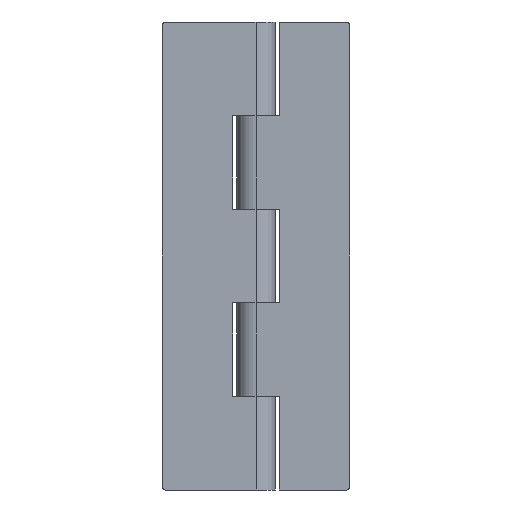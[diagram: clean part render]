
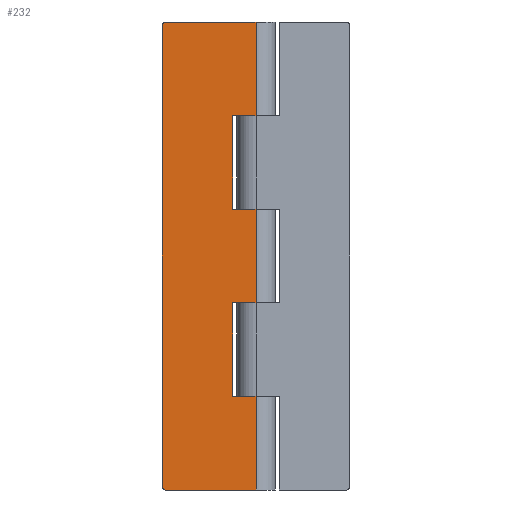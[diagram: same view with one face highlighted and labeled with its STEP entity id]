
A CAD part, front view. The second image highlights one B-rep face of the part: STEP entity #232.
In plain terms, the highlighted planar face has unit normal (0, -1, 0).
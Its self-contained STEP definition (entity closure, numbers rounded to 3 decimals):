
#50 = VERTEX_POINT ( 'NONE', #522 ) ;
#63 = EDGE_CURVE ( 'NONE', #66, #2158, #555, .T. ) ;
#66 = VERTEX_POINT ( 'NONE', #545 ) ;
#76 = EDGE_CURVE ( 'NONE', #50, #160, #613, .T. ) ;
#160 = VERTEX_POINT ( 'NONE', #653 ) ;
#200 = VERTEX_POINT ( 'NONE', #768 ) ;
#202 = EDGE_CURVE ( 'NONE', #200, #203, #767, .T. ) ;
#203 = VERTEX_POINT ( 'NONE', #761 ) ;
#204 = EDGE_CURVE ( 'NONE', #2163, #215, #759, .T. ) ;
#206 = ORIENTED_EDGE ( 'NONE', *, *, #210, .T. ) ;
#207 = ORIENTED_EDGE ( 'NONE', *, *, #2165, .F. ) ;
#208 = ORIENTED_EDGE ( 'NONE', *, *, #76, .F. ) ;
#209 = ORIENTED_EDGE ( 'NONE', *, *, #202, .T. ) ;
#210 = EDGE_CURVE ( 'NONE', #50, #200, #750, .T. ) ;
#212 = ORIENTED_EDGE ( 'NONE', *, *, #218, .T. ) ;
#213 = ORIENTED_EDGE ( 'NONE', *, *, #214, .T. ) ;
#214 = EDGE_CURVE ( 'NONE', #203, #66, #745, .T. ) ;
#215 = VERTEX_POINT ( 'NONE', #814 ) ;
#216 = VERTEX_POINT ( 'NONE', #812 ) ;
#217 = ORIENTED_EDGE ( 'NONE', *, *, #204, .T. ) ;
#218 = EDGE_CURVE ( 'NONE', #216, #440, #811, .T. ) ;
#219 = ORIENTED_EDGE ( 'NONE', *, *, #63, .T. ) ;
#222 = EDGE_CURVE ( 'NONE', #2192, #227, #800, .T. ) ;
#223 = EDGE_CURVE ( 'NONE', #227, #216, #796, .T. ) ;
#226 = ORIENTED_EDGE ( 'NONE', *, *, #2137, .F. ) ;
#227 = VERTEX_POINT ( 'NONE', #791 ) ;
#228 = ORIENTED_EDGE ( 'NONE', *, *, #223, .T. ) ;
#229 = ORIENTED_EDGE ( 'NONE', *, *, #222, .T. ) ;
#232 = ADVANCED_FACE ( 'NONE', ( #785 ), #784, .F. ) ;
#234 = EDGE_LOOP ( 'NONE', ( #208, #206, #209, #213, #219, #207, #217, #2154, #236, #226, #229, #228, #212, #237 ) ) ;
#236 = ORIENTED_EDGE ( 'NONE', *, *, #252, .T. ) ;
#237 = ORIENTED_EDGE ( 'NONE', *, *, #2097, .F. ) ;
#248 = EDGE_CURVE ( 'NONE', #215, #250, #830, .T. ) ;
#250 = VERTEX_POINT ( 'NONE', #826 ) ;
#252 = EDGE_CURVE ( 'NONE', #250, #2128, #821, .T. ) ;
#440 = VERTEX_POINT ( 'NONE', #1153 ) ;
#522 = CARTESIAN_POINT ( 'NONE',  ( -15.5, -3.25, 40. ) ) ;
#545 = CARTESIAN_POINT ( 'NONE',  ( -15.5, -3.25, -40. ) ) ;
#552 = DIRECTION ( 'NONE',  ( 1., 0., 0. ) ) ;
#553 = VECTOR ( 'NONE', #552, 1000. ) ;
#554 = CARTESIAN_POINT ( 'NONE',  ( 0., -3.25, -40. ) ) ;
#555 = LINE ( 'NONE', #554, #553 ) ;
#605 = DIRECTION ( 'NONE',  ( 1., 0., 0. ) ) ;
#606 = VECTOR ( 'NONE', #605, 1000. ) ;
#607 = CARTESIAN_POINT ( 'NONE',  ( 0., -3.25, 40. ) ) ;
#613 = LINE ( 'NONE', #607, #606 ) ;
#653 = CARTESIAN_POINT ( 'NONE',  ( 0., -3.25, 40. ) ) ;
#743 = CARTESIAN_POINT ( 'NONE',  ( -15.5, -3.25, -39.5 ) ) ;
#744 = AXIS2_PLACEMENT_3D ( 'NONE', #743, #816, #815 ) ;
#745 = CIRCLE ( 'NONE', #744, 0.5 ) ;
#746 = DIRECTION ( 'NONE',  ( -1., 0., 0. ) ) ;
#747 = DIRECTION ( 'NONE',  ( 0., -1., 0. ) ) ;
#748 = CARTESIAN_POINT ( 'NONE',  ( -15.5, -3.25, 39.5 ) ) ;
#749 = AXIS2_PLACEMENT_3D ( 'NONE', #748, #747, #746 ) ;
#750 = CIRCLE ( 'NONE', #749, 0.5 ) ;
#756 = DIRECTION ( 'NONE',  ( -1., 0., 0. ) ) ;
#757 = VECTOR ( 'NONE', #756, 1000. ) ;
#758 = CARTESIAN_POINT ( 'NONE',  ( 0., -3.25, -24. ) ) ;
#759 = LINE ( 'NONE', #758, #757 ) ;
#761 = CARTESIAN_POINT ( 'NONE',  ( -16., -3.25, -39.5 ) ) ;
#763 = DIRECTION ( 'NONE',  ( 0., 0., -1. ) ) ;
#764 = VECTOR ( 'NONE', #763, 1000. ) ;
#765 = CARTESIAN_POINT ( 'NONE',  ( -16., -3.25, 40. ) ) ;
#767 = LINE ( 'NONE', #765, #764 ) ;
#768 = CARTESIAN_POINT ( 'NONE',  ( -16., -3.25, 39.5 ) ) ;
#780 = DIRECTION ( 'NONE',  ( -1., 0., 0. ) ) ;
#781 = DIRECTION ( 'NONE',  ( 0., 1., 0. ) ) ;
#782 = CARTESIAN_POINT ( 'NONE',  ( 0., -3.25, 40. ) ) ;
#783 = AXIS2_PLACEMENT_3D ( 'NONE', #782, #781, #780 ) ;
#784 = PLANE ( 'NONE',  #783 ) ;
#785 = FACE_OUTER_BOUND ( 'NONE', #234, .T. ) ;
#791 = CARTESIAN_POINT ( 'NONE',  ( -4., -3.25, 8. ) ) ;
#792 = DIRECTION ( 'NONE',  ( 0., 0., 1. ) ) ;
#793 = VECTOR ( 'NONE', #792, 1000. ) ;
#795 = CARTESIAN_POINT ( 'NONE',  ( -4., -3.25, 40. ) ) ;
#796 = LINE ( 'NONE', #795, #793 ) ;
#797 = DIRECTION ( 'NONE',  ( -1., 0., 0. ) ) ;
#798 = VECTOR ( 'NONE', #797, 1000. ) ;
#799 = CARTESIAN_POINT ( 'NONE',  ( 0., -3.25, 8. ) ) ;
#800 = LINE ( 'NONE', #799, #798 ) ;
#808 = DIRECTION ( 'NONE',  ( 1., 0., 0. ) ) ;
#809 = VECTOR ( 'NONE', #808, 1000. ) ;
#810 = CARTESIAN_POINT ( 'NONE',  ( 0., -3.25, 24. ) ) ;
#811 = LINE ( 'NONE', #810, #809 ) ;
#812 = CARTESIAN_POINT ( 'NONE',  ( -4., -3.25, 24. ) ) ;
#814 = CARTESIAN_POINT ( 'NONE',  ( -4., -3.25, -24. ) ) ;
#815 = DIRECTION ( 'NONE',  ( -1., 0., 0. ) ) ;
#816 = DIRECTION ( 'NONE',  ( 0., -1., 0. ) ) ;
#818 = DIRECTION ( 'NONE',  ( 1., 0., 0. ) ) ;
#819 = VECTOR ( 'NONE', #818, 1000. ) ;
#820 = CARTESIAN_POINT ( 'NONE',  ( 0., -3.25, -8. ) ) ;
#821 = LINE ( 'NONE', #820, #819 ) ;
#826 = CARTESIAN_POINT ( 'NONE',  ( -4., -3.25, -8. ) ) ;
#827 = DIRECTION ( 'NONE',  ( 0., 0., 1. ) ) ;
#828 = VECTOR ( 'NONE', #827, 1000. ) ;
#829 = CARTESIAN_POINT ( 'NONE',  ( -4., -3.25, 40. ) ) ;
#830 = LINE ( 'NONE', #829, #828 ) ;
#1153 = CARTESIAN_POINT ( 'NONE',  ( 0., -3.25, 24. ) ) ;
#1367 = DIRECTION ( 'NONE',  ( 0., 0., -1. ) ) ;
#1368 = VECTOR ( 'NONE', #1367, 1000. ) ;
#1369 = CARTESIAN_POINT ( 'NONE',  ( 0., -3.25, 40. ) ) ;
#1370 = LINE ( 'NONE', #1369, #1368 ) ;
#1416 = DIRECTION ( 'NONE',  ( 0., 0., -1. ) ) ;
#1417 = VECTOR ( 'NONE', #1416, 1000. ) ;
#1418 = CARTESIAN_POINT ( 'NONE',  ( 0., -3.25, 40. ) ) ;
#1419 = LINE ( 'NONE', #1418, #1417 ) ;
#1436 = CARTESIAN_POINT ( 'NONE',  ( 0., -3.25, -8. ) ) ;
#1448 = CARTESIAN_POINT ( 'NONE',  ( 0., -3.25, 40. ) ) ;
#1449 = LINE ( 'NONE', #1448, #1512 ) ;
#1450 = CARTESIAN_POINT ( 'NONE',  ( 0., -3.25, -24. ) ) ;
#1460 = CARTESIAN_POINT ( 'NONE',  ( 0., -3.25, -40. ) ) ;
#1511 = DIRECTION ( 'NONE',  ( 0., 0., -1. ) ) ;
#1512 = VECTOR ( 'NONE', #1511, 1000. ) ;
#1523 = CARTESIAN_POINT ( 'NONE',  ( 0., -3.25, 8. ) ) ;
#2097 = EDGE_CURVE ( 'NONE', #160, #440, #1370, .T. ) ;
#2128 = VERTEX_POINT ( 'NONE', #1436 ) ;
#2137 = EDGE_CURVE ( 'NONE', #2192, #2128, #1419, .T. ) ;
#2154 = ORIENTED_EDGE ( 'NONE', *, *, #248, .T. ) ;
#2158 = VERTEX_POINT ( 'NONE', #1460 ) ;
#2163 = VERTEX_POINT ( 'NONE', #1450 ) ;
#2165 = EDGE_CURVE ( 'NONE', #2163, #2158, #1449, .T. ) ;
#2192 = VERTEX_POINT ( 'NONE', #1523 ) ;
